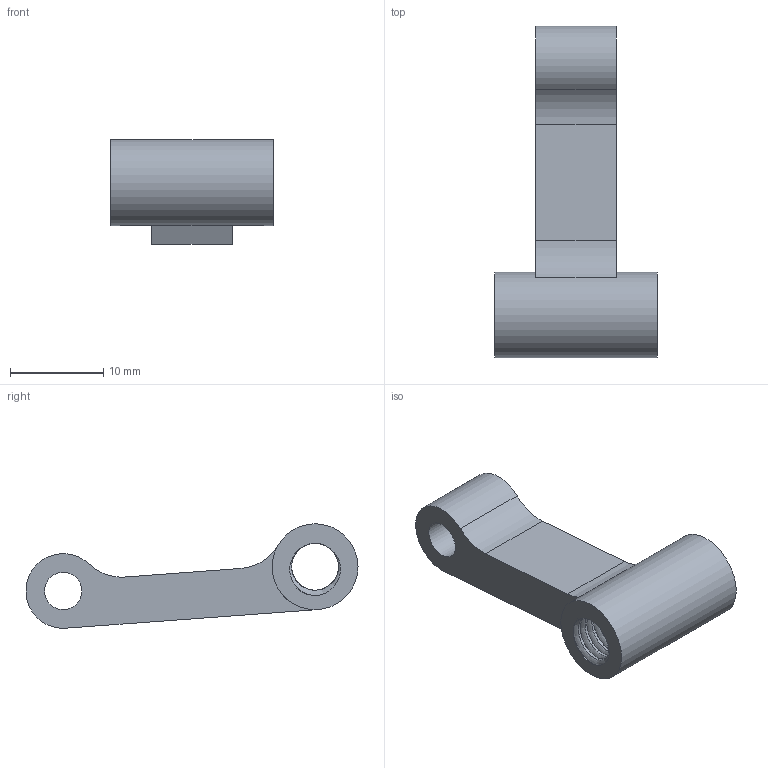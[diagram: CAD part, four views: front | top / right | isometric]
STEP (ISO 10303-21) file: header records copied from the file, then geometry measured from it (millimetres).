
FILE_DESCRIPTION(/* description */ (''),/* implementation_level */ '2;1');
FILE_NAME(/* name */ 'mainplate-holder.step',/* time_stamp */ '2021-12-27T14:53:57+02:00',/* author */ (''),/* organization */ (''),/* preprocessor_version */ 'ST-DEVELOPER v18.1',/* originating_system */ 'Autodesk Translation Framework v10.10.0.1391',/* authorisation */ '');
FILE_SCHEMA (('AUTOMOTIVE_DESIGN { 1 0 10303 214 3 1 1 }'));
Length unit declared in the file: millimetre
Products named in the file (1): telescope
Bounding box: 17.4 x 35.59 x 11.19 mm (x, y, z)
Volume: 1955.8 mm3; surface area: 1944.6 mm2
Topology: 1 solids, 1 shells, 50 faces, 144 edges, 96 vertices
Faces by surface type: cylinder 42, plane 6, bspline 2
Full cylindrical faces by diameter (mm): 4 x1, 5.035 x10, 6.147 x4, 9.201 x1
Entity records: 3872 total; most frequent: CARTESIAN_POINT 2669, ORIENTED_EDGE 288, DIRECTION 182, EDGE_CURVE 144, VERTEX_POINT 96, B_SPLINE_CURVE_WITH_KNOTS 78, AXIS2_PLACEMENT_3D 67, EDGE_LOOP 54
